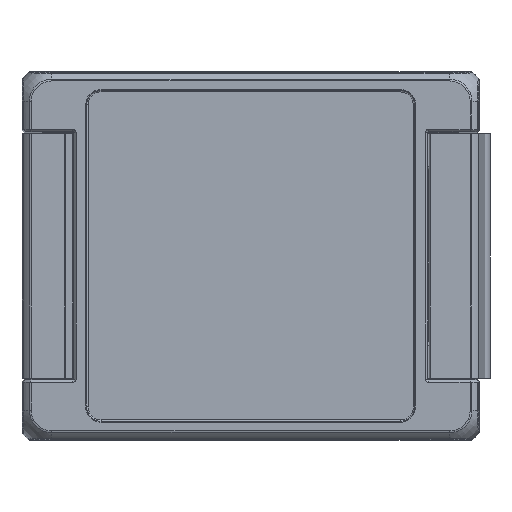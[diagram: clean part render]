
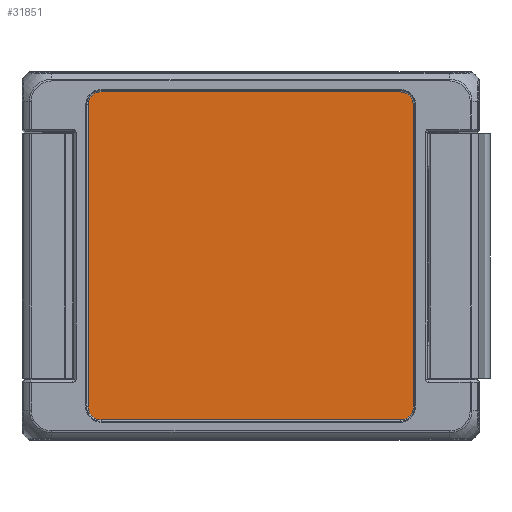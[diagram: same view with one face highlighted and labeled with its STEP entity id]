
A CAD part, top view. The second image highlights one B-rep face of the part: STEP entity #31851.
In plain terms, the highlighted planar face has unit normal (0, 0, 1).
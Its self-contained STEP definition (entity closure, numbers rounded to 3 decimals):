
#737=ELLIPSE('',#34933,4.501,4.5);
#739=ELLIPSE('',#34938,4.501,4.5);
#741=ELLIPSE('',#34943,4.501,4.5);
#742=ELLIPSE('',#34946,4.501,4.5);
#4118=FACE_OUTER_BOUND('',#6083,.T.);
#6083=EDGE_LOOP('',(#24881,#24882,#24883,#24884,#24885,#24886,#24887,#24888));
#9382=LINE('',#99701,#11226);
#9385=LINE('',#99755,#11229);
#9387=LINE('',#99806,#11231);
#9389=LINE('',#99857,#11233);
#11226=VECTOR('',#41398,10.);
#11229=VECTOR('',#41413,10.);
#11231=VECTOR('',#41425,10.);
#11233=VECTOR('',#41437,10.);
#13718=VERTEX_POINT('',#99698);
#13719=VERTEX_POINT('',#99700);
#13721=VERTEX_POINT('',#99745);
#13723=VERTEX_POINT('',#99751);
#13725=VERTEX_POINT('',#99796);
#13727=VERTEX_POINT('',#99802);
#13729=VERTEX_POINT('',#99847);
#13731=VERTEX_POINT('',#99853);
#17596=EDGE_CURVE('',#13718,#13719,#9382,.T.);
#17601=EDGE_CURVE('',#13719,#13721,#737,.T.);
#17604=EDGE_CURVE('',#13721,#13723,#9385,.T.);
#17607=EDGE_CURVE('',#13723,#13725,#739,.T.);
#17610=EDGE_CURVE('',#13725,#13727,#9387,.T.);
#17613=EDGE_CURVE('',#13727,#13729,#741,.T.);
#17616=EDGE_CURVE('',#13729,#13731,#9389,.T.);
#17617=EDGE_CURVE('',#13731,#13718,#742,.T.);
#24881=ORIENTED_EDGE('',*,*,#17596,.F.);
#24882=ORIENTED_EDGE('',*,*,#17617,.F.);
#24883=ORIENTED_EDGE('',*,*,#17616,.F.);
#24884=ORIENTED_EDGE('',*,*,#17613,.F.);
#24885=ORIENTED_EDGE('',*,*,#17610,.F.);
#24886=ORIENTED_EDGE('',*,*,#17607,.F.);
#24887=ORIENTED_EDGE('',*,*,#17604,.F.);
#24888=ORIENTED_EDGE('',*,*,#17601,.F.);
#28650=PLANE('',#34954);
#31851=ADVANCED_FACE('',(#4118),#28650,.F.);
#34933=AXIS2_PLACEMENT_3D('',#99749,#41406,#41407);
#34938=AXIS2_PLACEMENT_3D('',#99800,#41418,#41419);
#34943=AXIS2_PLACEMENT_3D('',#99851,#41430,#41431);
#34946=AXIS2_PLACEMENT_3D('',#99898,#41438,#41439);
#34954=AXIS2_PLACEMENT_3D('',#99918,#41461,#41462);
#41398=DIRECTION('',(0.,1.,0.));
#41406=DIRECTION('center_axis',(0.,0.,-1.));
#41407=DIRECTION('ref_axis',(-0.707,0.707,0.));
#41413=DIRECTION('',(1.,0.,0.));
#41418=DIRECTION('center_axis',(0.,0.,-1.));
#41419=DIRECTION('ref_axis',(0.707,0.707,0.));
#41425=DIRECTION('',(0.,-1.,0.));
#41430=DIRECTION('center_axis',(0.,0.,-1.));
#41431=DIRECTION('ref_axis',(0.707,-0.707,0.));
#41437=DIRECTION('',(-1.,0.,0.));
#41438=DIRECTION('center_axis',(0.,0.,-1.));
#41439=DIRECTION('ref_axis',(-0.707,-0.707,0.));
#41461=DIRECTION('center_axis',(0.,0.,-1.));
#41462=DIRECTION('ref_axis',(-1.,0.,0.));
#99698=CARTESIAN_POINT('',(-56.509,-52.509,18.));
#99700=CARTESIAN_POINT('',(-56.509,52.509,18.));
#99701=CARTESIAN_POINT('',(-56.509,-28.75,18.));
#99745=CARTESIAN_POINT('',(-52.009,57.009,18.));
#99749=CARTESIAN_POINT('Origin',(-52.008,52.508,18.));
#99751=CARTESIAN_POINT('',(52.009,57.009,18.));
#99755=CARTESIAN_POINT('',(-28.5,57.009,18.));
#99796=CARTESIAN_POINT('',(56.509,52.509,18.));
#99800=CARTESIAN_POINT('Origin',(52.008,52.508,18.));
#99802=CARTESIAN_POINT('',(56.509,-52.509,18.));
#99806=CARTESIAN_POINT('',(56.509,28.75,18.));
#99847=CARTESIAN_POINT('',(52.009,-57.009,18.));
#99851=CARTESIAN_POINT('Origin',(52.008,-52.508,18.));
#99853=CARTESIAN_POINT('',(-52.009,-57.009,18.));
#99857=CARTESIAN_POINT('',(28.5,-57.009,18.));
#99898=CARTESIAN_POINT('Origin',(-52.008,-52.508,18.));
#99918=CARTESIAN_POINT('Origin',(0.,0.,18.));
